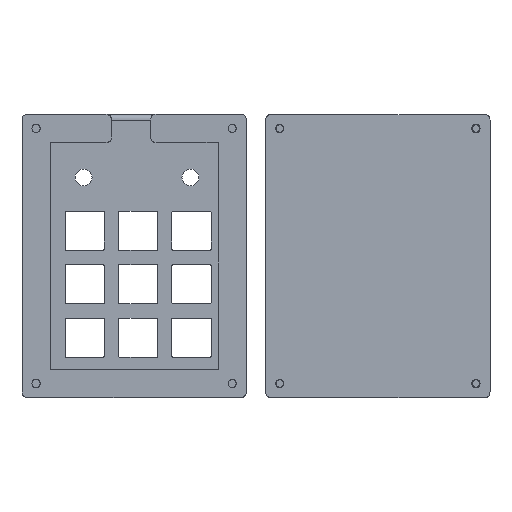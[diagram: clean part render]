
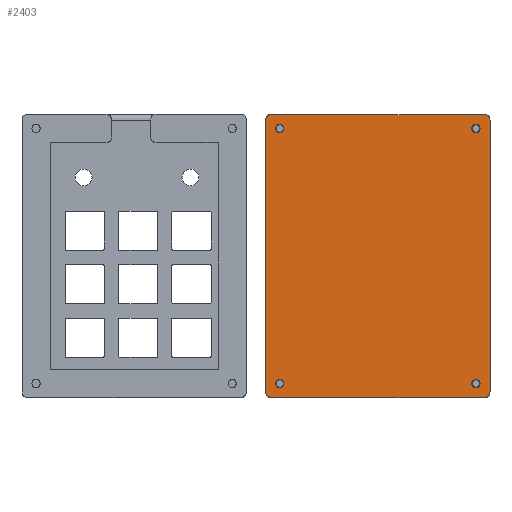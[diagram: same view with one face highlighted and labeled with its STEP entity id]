
A CAD part, top view. The second image highlights one B-rep face of the part: STEP entity #2403.
In plain terms, the highlighted planar face has unit normal (0, 0, 1).
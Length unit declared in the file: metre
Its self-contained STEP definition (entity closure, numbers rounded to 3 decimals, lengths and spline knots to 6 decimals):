
#93=B_SPLINE_CURVE_WITH_KNOTS('',3,(#3373,#3374,#3375,#3376),
 .UNSPECIFIED.,.F.,.F.,(4,4),(0.,1.),.UNSPECIFIED.);
#94=B_SPLINE_CURVE_WITH_KNOTS('',3,(#3380,#3381,#3382,#3383),
 .UNSPECIFIED.,.F.,.F.,(4,4),(0.,1.),.UNSPECIFIED.);
#95=B_SPLINE_CURVE_WITH_KNOTS('',3,(#3387,#3388,#3389,#3390),
 .UNSPECIFIED.,.F.,.F.,(4,4),(0.,1.),.UNSPECIFIED.);
#96=B_SPLINE_CURVE_WITH_KNOTS('',3,(#3394,#3395,#3396,#3397),
 .UNSPECIFIED.,.F.,.F.,(4,4),(0.,1.),.UNSPECIFIED.);
#186=LINE('',#3370,#365);
#187=LINE('',#3378,#366);
#188=LINE('',#3385,#367);
#189=LINE('',#3392,#368);
#365=VECTOR('',#2783,1.);
#366=VECTOR('',#2784,1.);
#367=VECTOR('',#2785,1.);
#368=VECTOR('',#2786,1.);
#544=ORIENTED_EDGE('',*,*,#1272,.T.);
#545=ORIENTED_EDGE('',*,*,#1273,.T.);
#546=ORIENTED_EDGE('',*,*,#1274,.T.);
#547=ORIENTED_EDGE('',*,*,#1275,.T.);
#548=ORIENTED_EDGE('',*,*,#1276,.T.);
#549=ORIENTED_EDGE('',*,*,#1277,.T.);
#550=ORIENTED_EDGE('',*,*,#1278,.F.);
#551=ORIENTED_EDGE('',*,*,#1279,.T.);
#552=ORIENTED_EDGE('',*,*,#1280,.F.);
#553=ORIENTED_EDGE('',*,*,#1281,.T.);
#554=ORIENTED_EDGE('',*,*,#1282,.T.);
#555=ORIENTED_EDGE('',*,*,#1283,.T.);
#1272=EDGE_CURVE('',#1636,#1636,#1878,.F.);
#1273=EDGE_CURVE('',#1637,#1637,#1879,.F.);
#1274=EDGE_CURVE('',#1638,#1639,#186,.T.);
#1275=EDGE_CURVE('',#1639,#1640,#93,.T.);
#1276=EDGE_CURVE('',#1640,#1641,#187,.T.);
#1277=EDGE_CURVE('',#1641,#1642,#94,.T.);
#1278=EDGE_CURVE('',#1643,#1642,#188,.T.);
#1279=EDGE_CURVE('',#1643,#1644,#95,.T.);
#1280=EDGE_CURVE('',#1645,#1644,#189,.T.);
#1281=EDGE_CURVE('',#1645,#1638,#96,.T.);
#1282=EDGE_CURVE('',#1646,#1646,#1880,.F.);
#1283=EDGE_CURVE('',#1647,#1647,#1881,.F.);
#1636=VERTEX_POINT('',#3367);
#1637=VERTEX_POINT('',#3369);
#1638=VERTEX_POINT('',#3371);
#1639=VERTEX_POINT('',#3372);
#1640=VERTEX_POINT('',#3377);
#1641=VERTEX_POINT('',#3379);
#1642=VERTEX_POINT('',#3384);
#1643=VERTEX_POINT('',#3386);
#1644=VERTEX_POINT('',#3391);
#1645=VERTEX_POINT('',#3393);
#1646=VERTEX_POINT('',#3399);
#1647=VERTEX_POINT('',#3401);
#1878=CIRCLE('',#2572,0.00145);
#1879=CIRCLE('',#2573,0.00145);
#1880=CIRCLE('',#2574,0.00145);
#1881=CIRCLE('',#2575,0.00145);
#1970=EDGE_LOOP('',(#544));
#1971=EDGE_LOOP('',(#545));
#1972=EDGE_LOOP('',(#546,#547,#548,#549,#550,#551,#552,#553));
#1973=EDGE_LOOP('',(#554));
#1974=EDGE_LOOP('',(#555));
#2154=FACE_BOUND('',#1970,.T.);
#2155=FACE_BOUND('',#1971,.T.);
#2156=FACE_BOUND('',#1972,.T.);
#2157=FACE_BOUND('',#1973,.T.);
#2158=FACE_BOUND('',#1974,.T.);
#2338=PLANE('',#2571);
#2403=ADVANCED_FACE('',(#2154,#2155,#2156,#2157,#2158),#2338,.T.);
#2571=AXIS2_PLACEMENT_3D('',#3365,#2777,#2778);
#2572=AXIS2_PLACEMENT_3D('',#3366,#2779,#2780);
#2573=AXIS2_PLACEMENT_3D('',#3368,#2781,#2782);
#2574=AXIS2_PLACEMENT_3D('',#3398,#2787,#2788);
#2575=AXIS2_PLACEMENT_3D('',#3400,#2789,#2790);
#2777=DIRECTION('',(0.,0.,1.));
#2778=DIRECTION('',(1.,0.,0.));
#2779=DIRECTION('',(0.,0.,1.));
#2780=DIRECTION('',(1.,0.,0.));
#2781=DIRECTION('',(0.,0.,1.));
#2782=DIRECTION('',(1.,0.,0.));
#2783=DIRECTION('',(0.,1.,0.));
#2784=DIRECTION('',(-1.,0.,0.));
#2785=DIRECTION('',(0.,1.,0.));
#2786=DIRECTION('',(-1.,0.,0.));
#2787=DIRECTION('',(0.,0.,1.));
#2788=DIRECTION('',(1.,0.,0.));
#2789=DIRECTION('',(0.,0.,1.));
#2790=DIRECTION('',(1.,0.,0.));
#3365=CARTESIAN_POINT('',(0.167,0.,0.003));
#3366=CARTESIAN_POINT('',(0.202,0.0455,0.003));
#3367=CARTESIAN_POINT('',(0.20345,0.0455,0.003));
#3368=CARTESIAN_POINT('',(0.132,-0.0455,0.003));
#3369=CARTESIAN_POINT('',(0.13345,-0.0455,0.003));
#3370=CARTESIAN_POINT('',(0.207,0.,0.003));
#3371=CARTESIAN_POINT('',(0.207,-0.0485,0.003));
#3372=CARTESIAN_POINT('',(0.207,0.0485,0.003));
#3373=CARTESIAN_POINT('',(0.207,0.0485,0.003));
#3374=CARTESIAN_POINT('',(0.207,0.049833,0.003));
#3375=CARTESIAN_POINT('',(0.206333,0.0505,0.003));
#3376=CARTESIAN_POINT('',(0.205,0.0505,0.003));
#3377=CARTESIAN_POINT('',(0.205,0.0505,0.003));
#3378=CARTESIAN_POINT('',(0.167,0.0505,0.003));
#3379=CARTESIAN_POINT('',(0.129,0.0505,0.003));
#3380=CARTESIAN_POINT('',(0.129,0.0505,0.003));
#3381=CARTESIAN_POINT('',(0.127667,0.0505,0.003));
#3382=CARTESIAN_POINT('',(0.127,0.049833,0.003));
#3383=CARTESIAN_POINT('',(0.127,0.0485,0.003));
#3384=CARTESIAN_POINT('',(0.127,0.0485,0.003));
#3385=CARTESIAN_POINT('',(0.127,0.,0.003));
#3386=CARTESIAN_POINT('',(0.127,-0.0485,0.003));
#3387=CARTESIAN_POINT('',(0.127,-0.0485,0.003));
#3388=CARTESIAN_POINT('',(0.127,-0.049833,0.003));
#3389=CARTESIAN_POINT('',(0.127667,-0.0505,0.003));
#3390=CARTESIAN_POINT('',(0.129,-0.0505,0.003));
#3391=CARTESIAN_POINT('',(0.129,-0.0505,0.003));
#3392=CARTESIAN_POINT('',(0.167,-0.0505,0.003));
#3393=CARTESIAN_POINT('',(0.205,-0.0505,0.003));
#3394=CARTESIAN_POINT('',(0.205,-0.0505,0.003));
#3395=CARTESIAN_POINT('',(0.206333,-0.0505,0.003));
#3396=CARTESIAN_POINT('',(0.207,-0.049833,0.003));
#3397=CARTESIAN_POINT('',(0.207,-0.0485,0.003));
#3398=CARTESIAN_POINT('',(0.202,-0.0455,0.003));
#3399=CARTESIAN_POINT('',(0.20345,-0.0455,0.003));
#3400=CARTESIAN_POINT('',(0.132,0.0455,0.003));
#3401=CARTESIAN_POINT('',(0.13345,0.0455,0.003));
